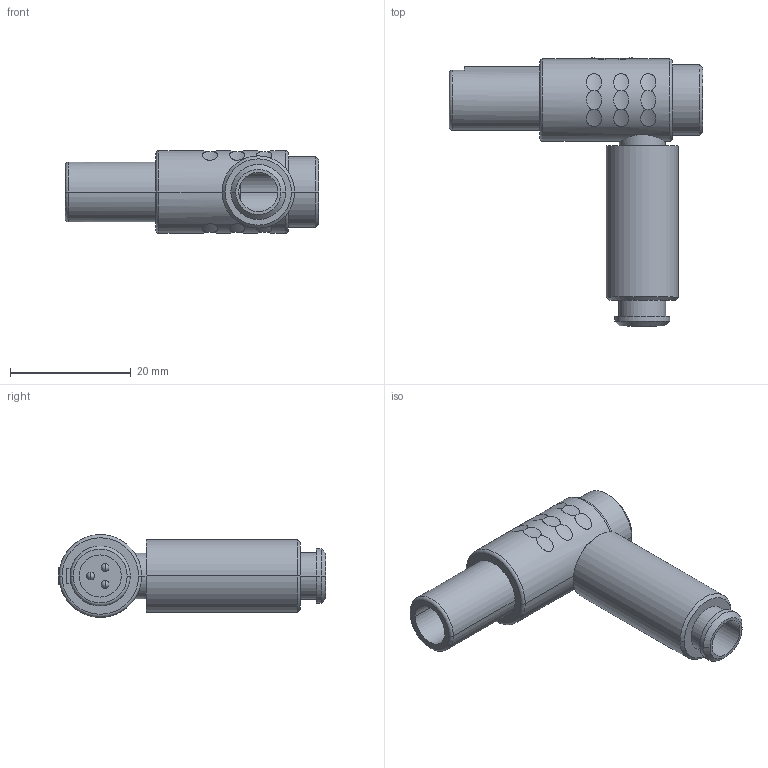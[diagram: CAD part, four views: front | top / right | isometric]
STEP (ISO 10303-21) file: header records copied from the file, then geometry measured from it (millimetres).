
FILE_DESCRIPTION((''),'2;1');
FILE_NAME('W21M0_-P03M','2023-09-11T11:01:47',('RTrager'),(''),'CREO PARAMETRIC BY PTC INC, 2022014','CREO PARAMETRIC BY PTC INC, 2022014','');
FILE_SCHEMA(('AUTOMOTIVE_DESIGN { 1 0 10303 214 1 1 1 1 }'));
Length unit declared in the file: millimetre
Products named in the file (1): W21M0_-P03M
Bounding box: 42 x 44.45 x 13.7 mm (x, y, z)
Volume: 6009 mm3; surface area: 4481.9 mm2
Topology: 1 solids, 1 shells, 148 faces, 358 edges, 224 vertices
Faces by surface type: cylinder 68, plane 54, torus 9, cone 6, sphere 6, bspline 5
Entity records: 8379 total; most frequent: CARTESIAN_POINT 1721, DIRECTION 741, ORIENTED_EDGE 704, PROPERTY_DEFINITION 409, REPRESENTATION 408, PROPERTY_DEFINITION_REPRESENTATION 408, EDGE_CURVE 352, AXIS2_PLACEMENT_3D 293
